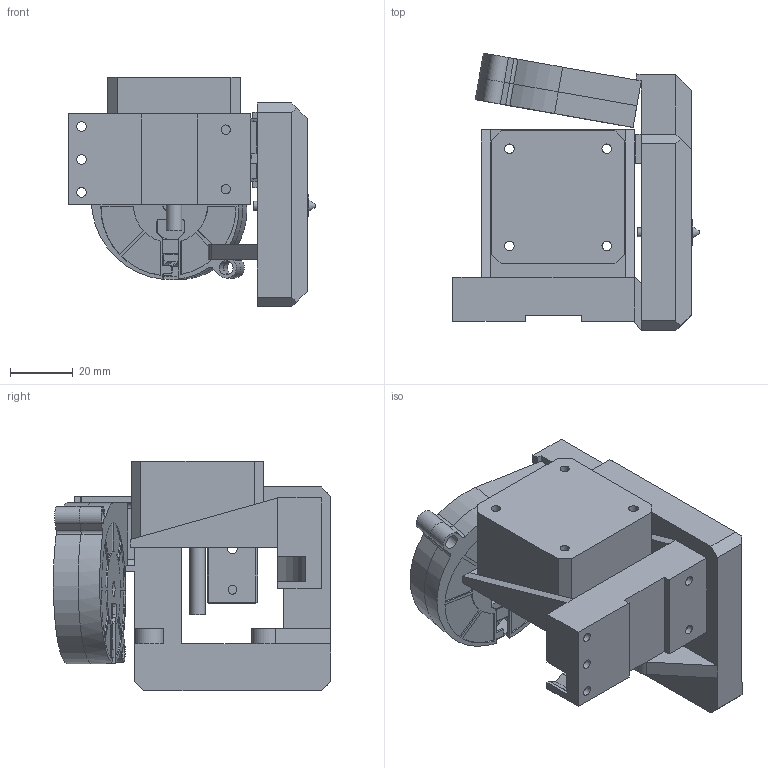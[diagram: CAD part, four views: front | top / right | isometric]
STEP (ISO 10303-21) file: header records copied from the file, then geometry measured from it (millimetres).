
FILE_DESCRIPTION(/* description */ (''),/* implementation_level */ '2;1');
FILE_NAME(/* name */ 'UBG_TitanAero_V2.1.stp',/* time_stamp */ '2019-01-16T15:10:18+01:00',/* author */ ('mn'),/* organization */ (''),/* preprocessor_version */ 'ST-DEVELOPER v17.2',/* originating_system */ 'Autodesk Inventor 2019',/* authorisation */ '');
FILE_SCHEMA (('AUTOMOTIVE_DESIGN { 1 0 10303 214 3 1 1 }'));
Length unit declared in the file: millimetre
Products named in the file (10): UBG_TitanAero_V2; Radial-Cooling-Fan-5015-DC12V; turbine; top; bottom; Nema 17; E3D V6; TitanAero_noMotor; Titan_Aero_Fandcut; Hotend_Mount_TitanAero
Assembly tree (9 placements, depth 3):
  UBG_TitanAero_V2
    Radial-Cooling-Fan-5015-DC12V
      turbine
      top
      bottom
    Nema 17
    E3D V6
    TitanAero_noMotor
    Titan_Aero_Fandcut
    Hotend_Mount_TitanAero
Bounding box: 78.45 x 88.36 x 73.25 mm (x, y, z)
Volume: 85490.4 mm3; surface area: 69913.9 mm2
Topology: 8 solids, 9 shells, 638 faces, 1674 edges, 1070 vertices
Faces by surface type: plane 352, cylinder 238, cone 35, bspline 9, torus 4
Full cylindrical faces by diameter (mm): 0.4 x1, 1.55 x1, 2 x1, 2.8 x1, 3 x12, 3.5 x7, 4.5 x4, 5 x3, 5.65 x2, 16 x1, 22 x1, 22.8 x1, 23 x1, 24.5 x1, 32 x1
Entity records: 20741 total; most frequent: CARTESIAN_POINT 4081, DIRECTION 3540, ORIENTED_EDGE 3340, EDGE_CURVE 1670, AXIS2_PLACEMENT_3D 1296, VERTEX_POINT 1070, LINE 948, VECTOR 948
